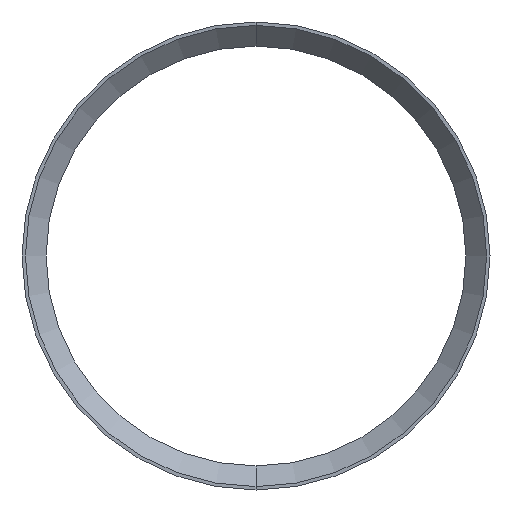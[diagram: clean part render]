
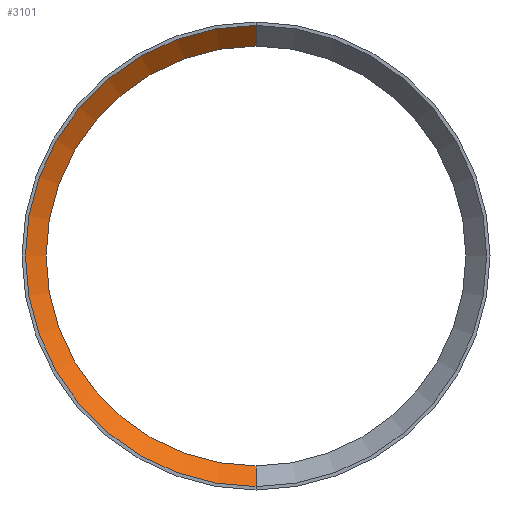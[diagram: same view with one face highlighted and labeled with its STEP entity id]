
A CAD part, front view. The second image highlights one B-rep face of the part: STEP entity #3101.
In plain terms, the highlighted conical face has half-angle 45 degrees and reference radius 67.505 mm.
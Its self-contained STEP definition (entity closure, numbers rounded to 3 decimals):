
#31 = CARTESIAN_POINT ( 'NONE',  ( 0., 0., 67.01 ) ) ;
#111 = VECTOR ( 'NONE', #797, 1000. ) ;
#193 = FACE_OUTER_BOUND ( 'NONE', #1409, .T. ) ;
#243 = DIRECTION ( 'NONE',  ( 0., 0., -1. ) ) ;
#306 = CARTESIAN_POINT ( 'NONE',  ( 0., 6., -61.01 ) ) ;
#340 = ORIENTED_EDGE ( 'NONE', *, *, #2073, .T. ) ;
#476 = EDGE_CURVE ( 'NONE', #3100, #2152, #1136, .T. ) ;
#627 = ORIENTED_EDGE ( 'NONE', *, *, #2614, .F. ) ;
#797 = DIRECTION ( 'NONE',  ( 0., -0.707, 0.707 ) ) ;
#932 = AXIS2_PLACEMENT_3D ( 'NONE', #2227, #1298, #2978 ) ;
#957 = DIRECTION ( 'NONE',  ( 0., -0.707, -0.707 ) ) ;
#1106 = DIRECTION ( 'NONE',  ( 0., 0., 1. ) ) ;
#1136 = LINE ( 'NONE', #1519, #111 ) ;
#1234 = LINE ( 'NONE', #2144, #2112 ) ;
#1279 = CARTESIAN_POINT ( 'NONE',  ( 0., 0., 0. ) ) ;
#1298 = DIRECTION ( 'NONE',  ( 0., -1., 0. ) ) ;
#1329 = CARTESIAN_POINT ( 'NONE',  ( 0., 6., 61.01 ) ) ;
#1333 = DIRECTION ( 'NONE',  ( 0., 1., 0. ) ) ;
#1348 = EDGE_CURVE ( 'NONE', #1585, #2152, #2647, .T. ) ;
#1409 = EDGE_LOOP ( 'NONE', ( #340, #2538, #2946, #627 ) ) ;
#1519 = CARTESIAN_POINT ( 'NONE',  ( 0., -0.495, 67.505 ) ) ;
#1582 = CARTESIAN_POINT ( 'NONE',  ( 0., 6., 0. ) ) ;
#1585 = VERTEX_POINT ( 'NONE', #2991 ) ;
#1714 = DIRECTION ( 'NONE',  ( 0., 1., 0. ) ) ;
#1863 = CONICAL_SURFACE ( 'NONE', #932, 67.505, 0.785 ) ;
#2073 = EDGE_CURVE ( 'NONE', #2782, #3100, #2493, .T. ) ;
#2094 = AXIS2_PLACEMENT_3D ( 'NONE', #1279, #1714, #243 ) ;
#2112 = VECTOR ( 'NONE', #957, 1000. ) ;
#2144 = CARTESIAN_POINT ( 'NONE',  ( 0., -0.495, -67.505 ) ) ;
#2152 = VERTEX_POINT ( 'NONE', #31 ) ;
#2227 = CARTESIAN_POINT ( 'NONE',  ( 0., -0.495, 0. ) ) ;
#2493 = CIRCLE ( 'NONE', #2778, 61.01 ) ;
#2538 = ORIENTED_EDGE ( 'NONE', *, *, #476, .T. ) ;
#2614 = EDGE_CURVE ( 'NONE', #2782, #1585, #1234, .T. ) ;
#2647 = CIRCLE ( 'NONE', #2094, 67.01 ) ;
#2778 = AXIS2_PLACEMENT_3D ( 'NONE', #1582, #1333, #1106 ) ;
#2782 = VERTEX_POINT ( 'NONE', #306 ) ;
#2946 = ORIENTED_EDGE ( 'NONE', *, *, #1348, .F. ) ;
#2978 = DIRECTION ( 'NONE',  ( 0., 0., -1. ) ) ;
#2991 = CARTESIAN_POINT ( 'NONE',  ( 0., 0., -67.01 ) ) ;
#3100 = VERTEX_POINT ( 'NONE', #1329 ) ;
#3101 = ADVANCED_FACE ( 'NONE', ( #193 ), #1863, .F. ) ;
